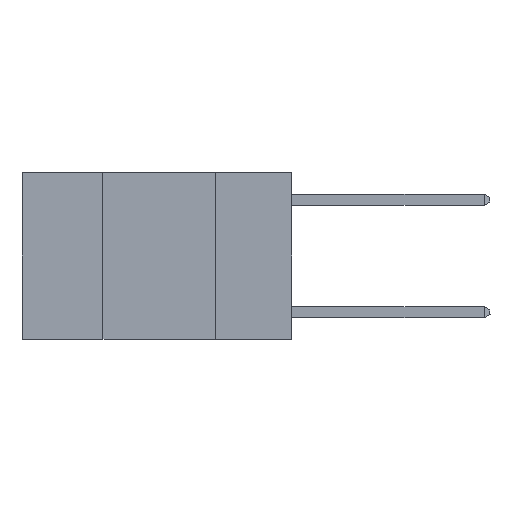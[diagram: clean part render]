
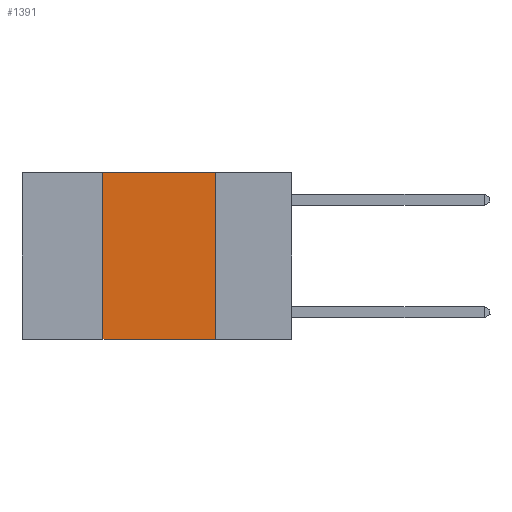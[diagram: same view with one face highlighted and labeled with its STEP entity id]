
A CAD part, left-side view. The second image highlights one B-rep face of the part: STEP entity #1391.
In plain terms, the highlighted planar face has unit normal (-1, 0, 0).
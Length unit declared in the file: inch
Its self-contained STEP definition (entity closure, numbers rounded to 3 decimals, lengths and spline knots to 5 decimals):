
#205 = CARTESIAN_POINT ( 'NONE',  ( 0., 0.17, 0. ) ) ;
#227 = LINE ( 'NONE', #16682, #12645 ) ;
#1075 = CARTESIAN_POINT ( 'NONE',  ( 0., 0.6, 0. ) ) ;
#1391 = ADVANCED_FACE ( 'NONE', ( #15208 ), #18101, .F. ) ;
#1501 = EDGE_LOOP ( 'NONE', ( #7705, #8535, #9048, #9675 ) ) ;
#3542 = CARTESIAN_POINT ( 'NONE',  ( 0., 0.17, 0. ) ) ;
#4376 = DIRECTION ( 'NONE',  ( 0., -1., 0. ) ) ;
#4568 = LINE ( 'NONE', #3542, #13156 ) ;
#5579 = DIRECTION ( 'NONE',  ( 0., 0., 1. ) ) ;
#6295 = CARTESIAN_POINT ( 'NONE',  ( 0., 0.6, -0.37 ) ) ;
#7705 = ORIENTED_EDGE ( 'NONE', *, *, #17441, .F. ) ;
#7798 = AXIS2_PLACEMENT_3D ( 'NONE', #18076, #18034, #17913 ) ;
#7869 = VERTEX_POINT ( 'NONE', #12973 ) ;
#8535 = ORIENTED_EDGE ( 'NONE', *, *, #20097, .F. ) ;
#9048 = ORIENTED_EDGE ( 'NONE', *, *, #16415, .F. ) ;
#9675 = ORIENTED_EDGE ( 'NONE', *, *, #13348, .T. ) ;
#10083 = CARTESIAN_POINT ( 'NONE',  ( 0., 0.42, -0.37 ) ) ;
#10233 = VERTEX_POINT ( 'NONE', #205 ) ;
#10290 = LINE ( 'NONE', #1075, #17614 ) ;
#11628 = DIRECTION ( 'NONE',  ( 0., 0., -1. ) ) ;
#12282 = LINE ( 'NONE', #6295, #15908 ) ;
#12645 = VECTOR ( 'NONE', #5579, 39.37008 ) ;
#12973 = CARTESIAN_POINT ( 'NONE',  ( 0., 0.17, -0.37 ) ) ;
#13156 = VECTOR ( 'NONE', #11628, 39.37008 ) ;
#13348 = EDGE_CURVE ( 'NONE', #15552, #7869, #12282, .T. ) ;
#15208 = FACE_OUTER_BOUND ( 'NONE', #1501, .T. ) ;
#15552 = VERTEX_POINT ( 'NONE', #10083 ) ;
#15908 = VECTOR ( 'NONE', #18824, 39.37008 ) ;
#16415 = EDGE_CURVE ( 'NONE', #15552, #16911, #227, .T. ) ;
#16604 = CARTESIAN_POINT ( 'NONE',  ( 0., 0.42, 0. ) ) ;
#16682 = CARTESIAN_POINT ( 'NONE',  ( 0., 0.42, 0. ) ) ;
#16911 = VERTEX_POINT ( 'NONE', #16604 ) ;
#17441 = EDGE_CURVE ( 'NONE', #10233, #7869, #4568, .T. ) ;
#17614 = VECTOR ( 'NONE', #4376, 39.37008 ) ;
#17913 = DIRECTION ( 'NONE',  ( 0., 0., -1. ) ) ;
#18034 = DIRECTION ( 'NONE',  ( 1., 0., 0. ) ) ;
#18076 = CARTESIAN_POINT ( 'NONE',  ( 0., 0.6, 0. ) ) ;
#18101 = PLANE ( 'NONE',  #7798 ) ;
#18824 = DIRECTION ( 'NONE',  ( 0., -1., 0. ) ) ;
#20097 = EDGE_CURVE ( 'NONE', #16911, #10233, #10290, .T. ) ;
